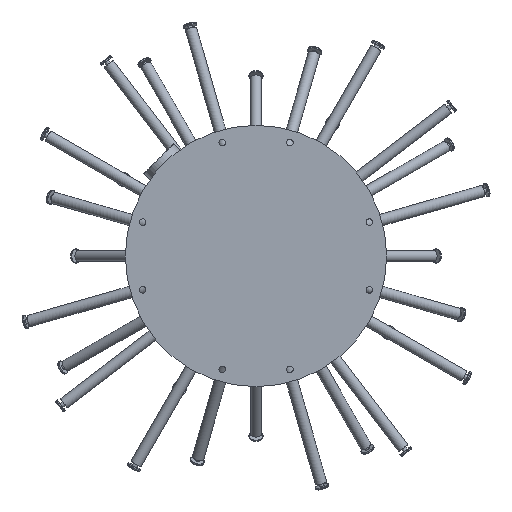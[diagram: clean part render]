
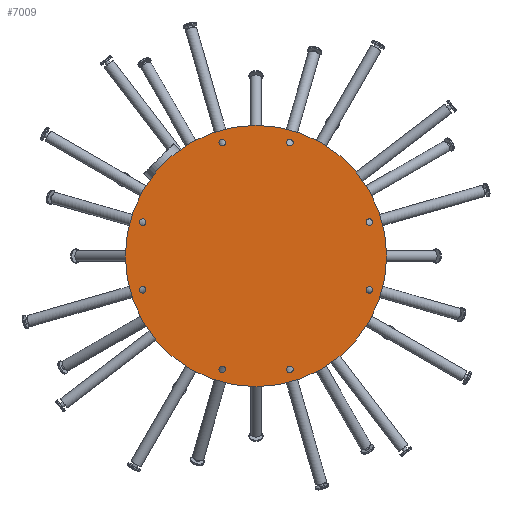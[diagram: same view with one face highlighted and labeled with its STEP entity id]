
A CAD part, front view. The second image highlights one B-rep face of the part: STEP entity #7009.
In plain terms, the highlighted planar face has unit normal (0, -1, 0).
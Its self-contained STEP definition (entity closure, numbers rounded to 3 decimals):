
#471=FACE_BOUND('',#2025,.T.);
#472=FACE_BOUND('',#2026,.T.);
#473=FACE_BOUND('',#2027,.T.);
#474=FACE_BOUND('',#2028,.T.);
#475=FACE_BOUND('',#2029,.T.);
#476=FACE_BOUND('',#2030,.T.);
#477=FACE_BOUND('',#2031,.T.);
#478=FACE_BOUND('',#2032,.T.);
#731=CIRCLE('',#7644,6.);
#732=CIRCLE('',#7646,6.);
#733=CIRCLE('',#7648,6.);
#734=CIRCLE('',#7650,6.);
#735=CIRCLE('',#7652,6.);
#736=CIRCLE('',#7654,6.);
#737=CIRCLE('',#7656,6.);
#738=CIRCLE('',#7658,6.);
#739=CIRCLE('',#7662,237.5);
#1275=FACE_OUTER_BOUND('',#2024,.T.);
#2024=EDGE_LOOP('',(#6040));
#2025=EDGE_LOOP('',(#6041));
#2026=EDGE_LOOP('',(#6042));
#2027=EDGE_LOOP('',(#6043));
#2028=EDGE_LOOP('',(#6044));
#2029=EDGE_LOOP('',(#6045));
#2030=EDGE_LOOP('',(#6046));
#2031=EDGE_LOOP('',(#6047));
#2032=EDGE_LOOP('',(#6048));
#3589=VERTEX_POINT('',#12948);
#3590=VERTEX_POINT('',#12951);
#3591=VERTEX_POINT('',#12954);
#3592=VERTEX_POINT('',#12957);
#3593=VERTEX_POINT('',#12960);
#3594=VERTEX_POINT('',#12963);
#3595=VERTEX_POINT('',#12966);
#3596=VERTEX_POINT('',#12969);
#3597=VERTEX_POINT('',#12974);
#4406=EDGE_CURVE('',#3589,#3589,#731,.T.);
#4407=EDGE_CURVE('',#3590,#3590,#732,.T.);
#4408=EDGE_CURVE('',#3591,#3591,#733,.T.);
#4409=EDGE_CURVE('',#3592,#3592,#734,.T.);
#4410=EDGE_CURVE('',#3593,#3593,#735,.T.);
#4411=EDGE_CURVE('',#3594,#3594,#736,.T.);
#4412=EDGE_CURVE('',#3595,#3595,#737,.T.);
#4413=EDGE_CURVE('',#3596,#3596,#738,.T.);
#4414=EDGE_CURVE('',#3597,#3597,#739,.T.);
#6040=ORIENTED_EDGE('',*,*,#4414,.T.);
#6041=ORIENTED_EDGE('',*,*,#4406,.T.);
#6042=ORIENTED_EDGE('',*,*,#4407,.T.);
#6043=ORIENTED_EDGE('',*,*,#4408,.T.);
#6044=ORIENTED_EDGE('',*,*,#4409,.T.);
#6045=ORIENTED_EDGE('',*,*,#4410,.T.);
#6046=ORIENTED_EDGE('',*,*,#4411,.T.);
#6047=ORIENTED_EDGE('',*,*,#4412,.T.);
#6048=ORIENTED_EDGE('',*,*,#4413,.T.);
#6273=PLANE('',#7663);
#7009=ADVANCED_FACE('',(#1275,#471,#472,#473,#474,#475,#476,#477,#478),
#6273,.T.);
#7644=AXIS2_PLACEMENT_3D('',#12949,#9315,#9316);
#7646=AXIS2_PLACEMENT_3D('',#12952,#9319,#9320);
#7648=AXIS2_PLACEMENT_3D('',#12955,#9323,#9324);
#7650=AXIS2_PLACEMENT_3D('',#12958,#9327,#9328);
#7652=AXIS2_PLACEMENT_3D('',#12961,#9331,#9332);
#7654=AXIS2_PLACEMENT_3D('',#12964,#9335,#9336);
#7656=AXIS2_PLACEMENT_3D('',#12967,#9339,#9340);
#7658=AXIS2_PLACEMENT_3D('',#12970,#9343,#9344);
#7662=AXIS2_PLACEMENT_3D('',#12975,#9351,#9352);
#7663=AXIS2_PLACEMENT_3D('',#12976,#9353,#9354);
#9315=DIRECTION('center_axis',(0.,1.,0.));
#9316=DIRECTION('ref_axis',(-1.,0.,0.));
#9319=DIRECTION('center_axis',(0.,1.,0.));
#9320=DIRECTION('ref_axis',(-1.,0.,0.));
#9323=DIRECTION('center_axis',(0.,1.,0.));
#9324=DIRECTION('ref_axis',(-1.,0.,0.));
#9327=DIRECTION('center_axis',(0.,1.,0.));
#9328=DIRECTION('ref_axis',(-1.,0.,0.));
#9331=DIRECTION('center_axis',(0.,1.,0.));
#9332=DIRECTION('ref_axis',(-1.,0.,0.));
#9335=DIRECTION('center_axis',(0.,1.,0.));
#9336=DIRECTION('ref_axis',(-1.,0.,0.));
#9339=DIRECTION('center_axis',(0.,1.,0.));
#9340=DIRECTION('ref_axis',(-1.,0.,0.));
#9343=DIRECTION('center_axis',(0.,1.,0.));
#9344=DIRECTION('ref_axis',(-1.,0.,0.));
#9351=DIRECTION('center_axis',(0.,-1.,0.));
#9352=DIRECTION('ref_axis',(1.,0.,0.));
#9353=DIRECTION('center_axis',(0.,-1.,0.));
#9354=DIRECTION('ref_axis',(0.,0.,-1.));
#12948=CARTESIAN_POINT('',(212.016,0.,-61.5));
#12949=CARTESIAN_POINT('Origin',(206.016,0.,-61.5));
#12951=CARTESIAN_POINT('',(67.5,0.,206.016));
#12952=CARTESIAN_POINT('Origin',(61.5,0.,206.016));
#12954=CARTESIAN_POINT('',(-200.016,0.,61.5));
#12955=CARTESIAN_POINT('Origin',(-206.016,0.,61.5));
#12957=CARTESIAN_POINT('',(-55.5,0.,-206.016));
#12958=CARTESIAN_POINT('Origin',(-61.5,0.,-206.016));
#12960=CARTESIAN_POINT('',(67.5,0.,-206.016));
#12961=CARTESIAN_POINT('Origin',(61.5,0.,-206.016));
#12963=CARTESIAN_POINT('',(-200.016,0.,-61.5));
#12964=CARTESIAN_POINT('Origin',(-206.016,0.,-61.5));
#12966=CARTESIAN_POINT('',(-55.5,0.,206.016));
#12967=CARTESIAN_POINT('Origin',(-61.5,0.,206.016));
#12969=CARTESIAN_POINT('',(212.016,0.,61.5));
#12970=CARTESIAN_POINT('Origin',(206.016,0.,61.5));
#12974=CARTESIAN_POINT('',(237.5,0.,0.));
#12975=CARTESIAN_POINT('Origin',(0.,0.,0.));
#12976=CARTESIAN_POINT('Origin',(0.,0.,0.));
